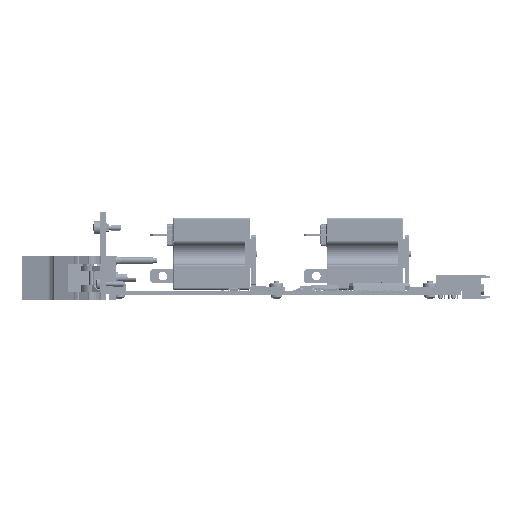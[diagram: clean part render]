
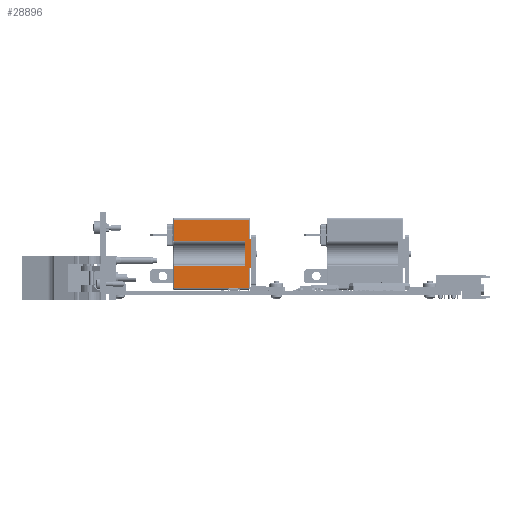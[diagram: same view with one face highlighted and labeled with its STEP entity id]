
A CAD part, front view. The second image highlights one B-rep face of the part: STEP entity #28896.
In plain terms, the highlighted planar face has unit normal (0, -1, 0).
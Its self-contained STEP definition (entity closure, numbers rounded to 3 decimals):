
#2899 = VERTEX_POINT ( 'NONE', #47316 ) ;
#3033 = VERTEX_POINT ( 'NONE', #47188 ) ;
#3038 = VERTEX_POINT ( 'NONE', #47174 ) ;
#3077 = VERTEX_POINT ( 'NONE', #47128 ) ;
#3087 = VERTEX_POINT ( 'NONE', #47121 ) ;
#3093 = VERTEX_POINT ( 'NONE', #47106 ) ;
#3140 = VERTEX_POINT ( 'NONE', #47053 ) ;
#3248 = VERTEX_POINT ( 'NONE', #46910 ) ;
#3509 = VERTEX_POINT ( 'NONE', #46174 ) ;
#14277 = LINE ( 'NONE', #193342, #14305 ) ;
#14305 = VECTOR ( 'NONE', #193332, 1000. ) ;
#14310 = LINE ( 'NONE', #193382, #14355 ) ;
#14313 = LINE ( 'NONE', #193361, #14329 ) ;
#14329 = VECTOR ( 'NONE', #193364, 1000. ) ;
#14346 = LINE ( 'NONE', #193401, #14373 ) ;
#14355 = VECTOR ( 'NONE', #193371, 1000. ) ;
#14373 = VECTOR ( 'NONE', #193391, 1000. ) ;
#14391 = LINE ( 'NONE', #193457, #14432 ) ;
#14394 = LINE ( 'NONE', #193380, #14405 ) ;
#14405 = VECTOR ( 'NONE', #193423, 1000. ) ;
#14432 = VECTOR ( 'NONE', #193446, 1000. ) ;
#14822 = LINE ( 'NONE', #193795, #14847 ) ;
#14847 = VECTOR ( 'NONE', #193782, 1000. ) ;
#14864 = LINE ( 'NONE', #193792, #14871 ) ;
#14871 = VECTOR ( 'NONE', #193813, 1000. ) ;
#26560 = EDGE_CURVE ( 'NONE', #100413, #3087, #168686, .T. ) ;
#26570 = EDGE_CURVE ( 'NONE', #100872, #3038, #168701, .T. ) ;
#26574 = EDGE_CURVE ( 'NONE', #100298, #3509, #168707, .T. ) ;
#26577 = EDGE_CURVE ( 'NONE', #100413, #100298, #168713, .T. ) ;
#28896 = ADVANCED_FACE ( 'NONE', ( #142326 ), #146439, .F. ) ;
#35183 = ORIENTED_EDGE ( 'NONE', *, *, #26560, .T. ) ;
#35187 = ORIENTED_EDGE ( 'NONE', *, *, #152473, .T. ) ;
#35190 = ORIENTED_EDGE ( 'NONE', *, *, #152493, .T. ) ;
#35193 = ORIENTED_EDGE ( 'NONE', *, *, #26570, .T. ) ;
#35196 = ORIENTED_EDGE ( 'NONE', *, *, #152167, .T. ) ;
#35199 = ORIENTED_EDGE ( 'NONE', *, *, #152178, .T. ) ;
#35203 = ORIENTED_EDGE ( 'NONE', *, *, #152194, .T. ) ;
#35207 = ORIENTED_EDGE ( 'NONE', *, *, #152207, .T. ) ;
#35211 = ORIENTED_EDGE ( 'NONE', *, *, #152229, .F. ) ;
#35213 = ORIENTED_EDGE ( 'NONE', *, *, #152244, .T. ) ;
#35215 = ORIENTED_EDGE ( 'NONE', *, *, #26574, .F. ) ;
#35218 = ORIENTED_EDGE ( 'NONE', *, *, #26577, .F. ) ;
#46174 = CARTESIAN_POINT ( 'NONE',  ( -104.367, -73.299, -86.374 ) ) ;
#46910 = CARTESIAN_POINT ( 'NONE',  ( -106.067, -73.299, -74.074 ) ) ;
#47053 = CARTESIAN_POINT ( 'NONE',  ( -138.367, -73.299, -95.324 ) ) ;
#47106 = CARTESIAN_POINT ( 'NONE',  ( -106.067, -73.299, -85.574 ) ) ;
#47121 = CARTESIAN_POINT ( 'NONE',  ( -104.367, -73.299, -73.274 ) ) ;
#47128 = CARTESIAN_POINT ( 'NONE',  ( -104.367, -73.299, -64.324 ) ) ;
#47174 = CARTESIAN_POINT ( 'NONE',  ( -138.367, -73.299, -74.074 ) ) ;
#47188 = CARTESIAN_POINT ( 'NONE',  ( -138.367, -73.299, -85.574 ) ) ;
#47316 = CARTESIAN_POINT ( 'NONE',  ( -104.367, -73.299, -95.324 ) ) ;
#56246 = CARTESIAN_POINT ( 'NONE',  ( -138.367, -73.299, -64.324 ) ) ;
#59105 = CARTESIAN_POINT ( 'NONE',  ( -103.067, -73.299, -86.374 ) ) ;
#59308 = CARTESIAN_POINT ( 'NONE',  ( -103.067, -73.299, -73.274 ) ) ;
#100298 = VERTEX_POINT ( 'NONE', #59105 ) ;
#100413 = VERTEX_POINT ( 'NONE', #59308 ) ;
#100872 = VERTEX_POINT ( 'NONE', #56246 ) ;
#142326 = FACE_OUTER_BOUND ( 'NONE', #190443, .T. ) ;
#146439 = PLANE ( 'NONE',  #161316 ) ;
#146447 = CARTESIAN_POINT ( 'NONE',  ( -103.867, -73.299, -95.324 ) ) ;
#146448 = DIRECTION ( 'NONE',  ( 0., 1., 0. ) ) ;
#146449 = DIRECTION ( 'NONE',  ( -1., 0., 0. ) ) ;
#152167 = EDGE_CURVE ( 'NONE', #3038, #3248, #14277, .T. ) ;
#152178 = EDGE_CURVE ( 'NONE', #3248, #3093, #14313, .T. ) ;
#152194 = EDGE_CURVE ( 'NONE', #3093, #3033, #14310, .T. ) ;
#152207 = EDGE_CURVE ( 'NONE', #3033, #3140, #14346, .T. ) ;
#152229 = EDGE_CURVE ( 'NONE', #2899, #3140, #14394, .T. ) ;
#152244 = EDGE_CURVE ( 'NONE', #2899, #3509, #14391, .T. ) ;
#152473 = EDGE_CURVE ( 'NONE', #3087, #3077, #14822, .T. ) ;
#152493 = EDGE_CURVE ( 'NONE', #3077, #100872, #14864, .T. ) ;
#161316 = AXIS2_PLACEMENT_3D ( 'NONE', #146447, #146448, #146449 ) ;
#168686 = LINE ( 'NONE', #170980, #168692 ) ;
#168692 = VECTOR ( 'NONE', #170981, 1000. ) ;
#168701 = LINE ( 'NONE', #170998, #168710 ) ;
#168707 = LINE ( 'NONE', #171000, #168716 ) ;
#168710 = VECTOR ( 'NONE', #170999, 1000. ) ;
#168713 = LINE ( 'NONE', #171002, #168722 ) ;
#168716 = VECTOR ( 'NONE', #171001, 1000. ) ;
#168722 = VECTOR ( 'NONE', #171005, 1000. ) ;
#170980 = CARTESIAN_POINT ( 'NONE',  ( -103.067, -73.299, -73.274 ) ) ;
#170981 = DIRECTION ( 'NONE',  ( -1., 0., 0. ) ) ;
#170998 = CARTESIAN_POINT ( 'NONE',  ( -138.367, -73.299, -74.574 ) ) ;
#170999 = DIRECTION ( 'NONE',  ( 0., 0., -1. ) ) ;
#171000 = CARTESIAN_POINT ( 'NONE',  ( -103.067, -73.299, -86.374 ) ) ;
#171001 = DIRECTION ( 'NONE',  ( -1., 0., 0. ) ) ;
#171002 = CARTESIAN_POINT ( 'NONE',  ( -103.067, -73.299, -86.374 ) ) ;
#171005 = DIRECTION ( 'NONE',  ( 0., 0., -1. ) ) ;
#190443 = EDGE_LOOP ( 'NONE', ( #35183, #35187, #35190, #35193, #35196, #35199, #35203, #35207, #35211, #35213, #35215, #35218 ) ) ;
#193332 = DIRECTION ( 'NONE',  ( 1., 0., 0. ) ) ;
#193342 = CARTESIAN_POINT ( 'NONE',  ( -106.067, -73.299, -74.074 ) ) ;
#193361 = CARTESIAN_POINT ( 'NONE',  ( -106.067, -73.299, -85.074 ) ) ;
#193364 = DIRECTION ( 'NONE',  ( 0., 0., -1. ) ) ;
#193371 = DIRECTION ( 'NONE',  ( -1., 0., 0. ) ) ;
#193380 = CARTESIAN_POINT ( 'NONE',  ( -103.867, -73.299, -95.324 ) ) ;
#193382 = CARTESIAN_POINT ( 'NONE',  ( -138.867, -73.299, -85.574 ) ) ;
#193391 = DIRECTION ( 'NONE',  ( 0., 0., -1. ) ) ;
#193401 = CARTESIAN_POINT ( 'NONE',  ( -138.367, -73.299, -95.324 ) ) ;
#193423 = DIRECTION ( 'NONE',  ( -1., 0., 0. ) ) ;
#193446 = DIRECTION ( 'NONE',  ( 0., 0., 1. ) ) ;
#193457 = CARTESIAN_POINT ( 'NONE',  ( -104.367, -73.299, -95.324 ) ) ;
#193782 = DIRECTION ( 'NONE',  ( 0., 0., 1. ) ) ;
#193792 = CARTESIAN_POINT ( 'NONE',  ( -103.867, -73.299, -64.324 ) ) ;
#193795 = CARTESIAN_POINT ( 'NONE',  ( -104.367, -73.299, -95.324 ) ) ;
#193813 = DIRECTION ( 'NONE',  ( -1., 0., 0. ) ) ;
